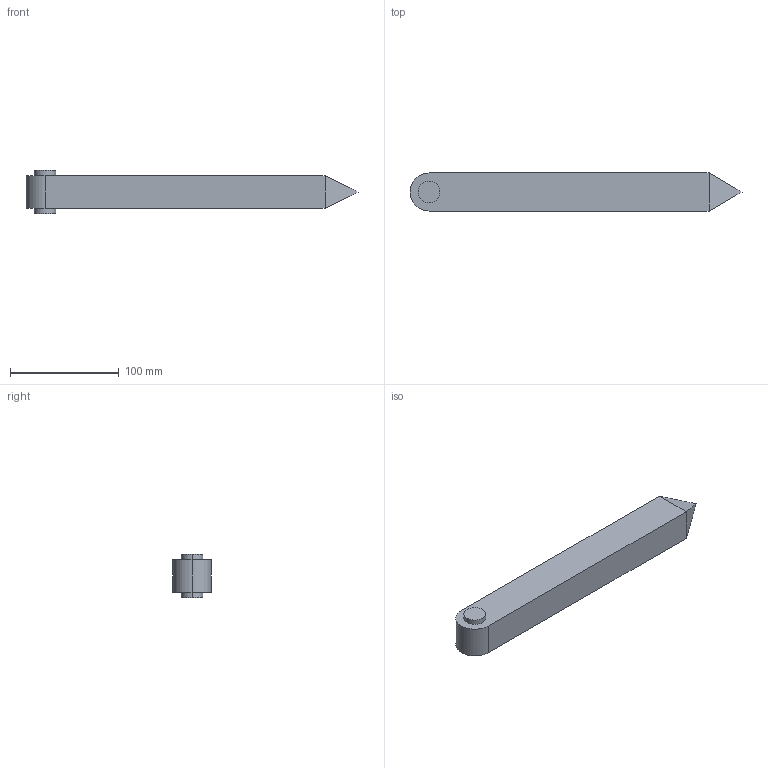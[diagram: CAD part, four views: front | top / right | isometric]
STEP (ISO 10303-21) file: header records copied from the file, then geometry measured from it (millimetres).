
FILE_DESCRIPTION (( 'STEP AP203' ), '1' );
FILE_NAME ('Eslabon2_3_P_Predeterminado_sldprt.STEP', '2020-11-09T07:02:34', ( '' ), ( '' ), 'SwSTEP 2.0', 'SolidWorks 2018', '' );
FILE_SCHEMA (( 'CONFIG_CONTROL_DESIGN' ));
Length unit declared in the file: millimetre
Products named in the file (1): Eslabon2_3_P_Predeterminado_sldprt
Bounding box: 305 x 35 x 40 mm (x, y, z)
Volume: 298230.7 mm3; surface area: 38908 mm2
Topology: 1 solids, 1 shells, 16 faces, 31 edges, 19 vertices
Faces by surface type: plane 10, cylinder 6
Entity records: 484 total; most frequent: DIRECTION 77, CARTESIAN_POINT 67, ORIENTED_EDGE 62, EDGE_CURVE 31, AXIS2_PLACEMENT_3D 29, LINE 19, VERTEX_POINT 19, VECTOR 19
